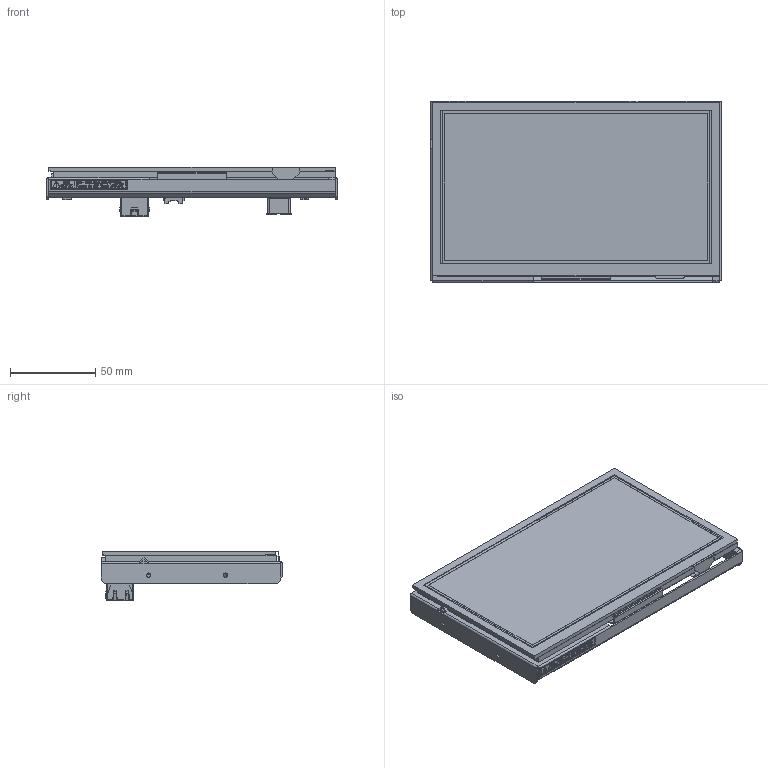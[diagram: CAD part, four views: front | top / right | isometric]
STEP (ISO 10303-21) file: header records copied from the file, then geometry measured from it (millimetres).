
FILE_DESCRIPTION(/* description */ (''),/* implementation_level */ '2;1');
FILE_NAME(/* name */ '',/* time_stamp */ '',/* author */ (''),/* organization */ (''),/* preprocessor_version */ 'ST-DEVELOPER v18.1',/* originating_system */ 'Autodesk Inventor 2020',/* authorisation */ '');
FILE_SCHEMA (('AUTOMOTIVE_DESIGN { 1 0 10303 214 3 1 1 }'));
Products named in the file (1): HP_EM8-W207A7-0024-XX7_parts
Bounding box: 170 x 106.2 x 29.08 mm (x, y, z)
Volume: 144410.5 mm3; surface area: 136635.2 mm2
Topology: 1 solids, 13 shells, 6261 faces, 17507 edges, 11413 vertices
Faces by surface type: plane 4733, cylinder 935, bspline 535, sphere 28, cone 18, torus 12
Full cylindrical faces by diameter (mm): 0.3 x1, 1.2 x2, 1.328 x1, 2.459 x10, 3.5 x6, 3.6 x12, 4 x4, 4.2 x5, 8 x12
Entity records: 202965 total; most frequent: CARTESIAN_POINT 43497, ORIENTED_EDGE 35006, DIRECTION 29776, EDGE_CURVE 17503, LINE 14312, VECTOR 14312, VERTEX_POINT 11413, AXIS2_PLACEMENT_3D 7732
